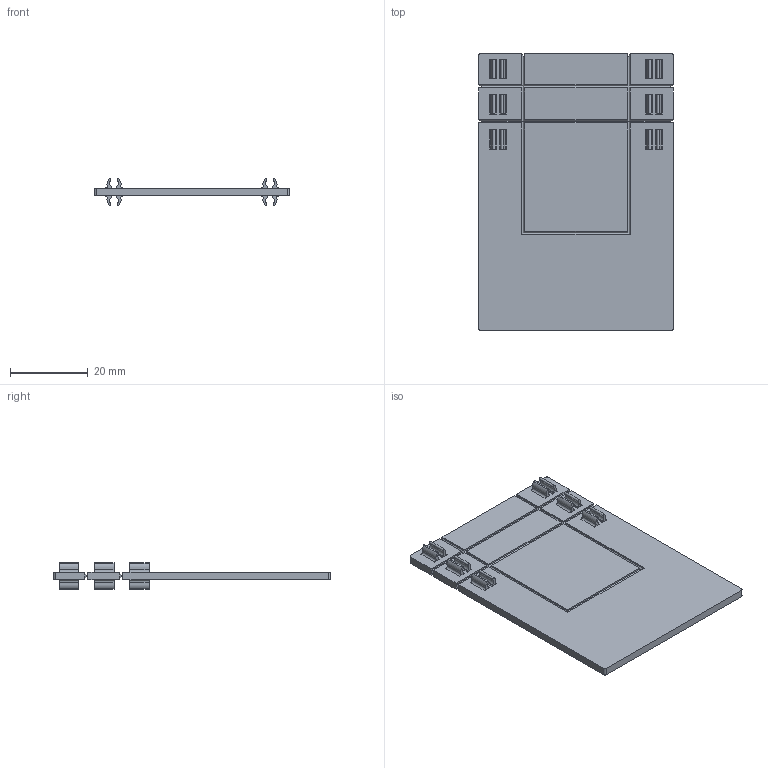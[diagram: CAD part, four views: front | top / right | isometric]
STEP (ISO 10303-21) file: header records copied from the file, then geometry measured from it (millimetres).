
FILE_DESCRIPTION(/* description */ (''),/* implementation_level */ '2;1');
FILE_NAME(/* name */ '17018_TW16-120_iso.stp',/* time_stamp */ '2011-08-08T09:55:16+02:00',/* author */ (''),/* organization */ (''),/* preprocessor_version */ 'ST-DEVELOPER v11',/* originating_system */ 'SIEMENS UGS NX 6.0',/* authorisation */ '');
FILE_SCHEMA (('CONFIG_CONTROL_DESIGN'));
Length unit declared in the file: millimetre
Products named in the file (1): 17018_TW16-120_iso
Bounding box: 50 x 71 x 6.78 mm (x, y, z)
Volume: 7116.8 mm3; surface area: 8640.2 mm2
Topology: 1 solids, 1 shells, 372 faces, 930 edges, 584 vertices
Faces by surface type: plane 222, cylinder 150
Entity records: 11096 total; most frequent: DIRECTION 1972, CARTESIAN_POINT 1893, ORIENTED_EDGE 1860, EDGE_CURVE 930, AXIS2_PLACEMENT_3D 671, LINE 630, VECTOR 630, VERTEX_POINT 584
